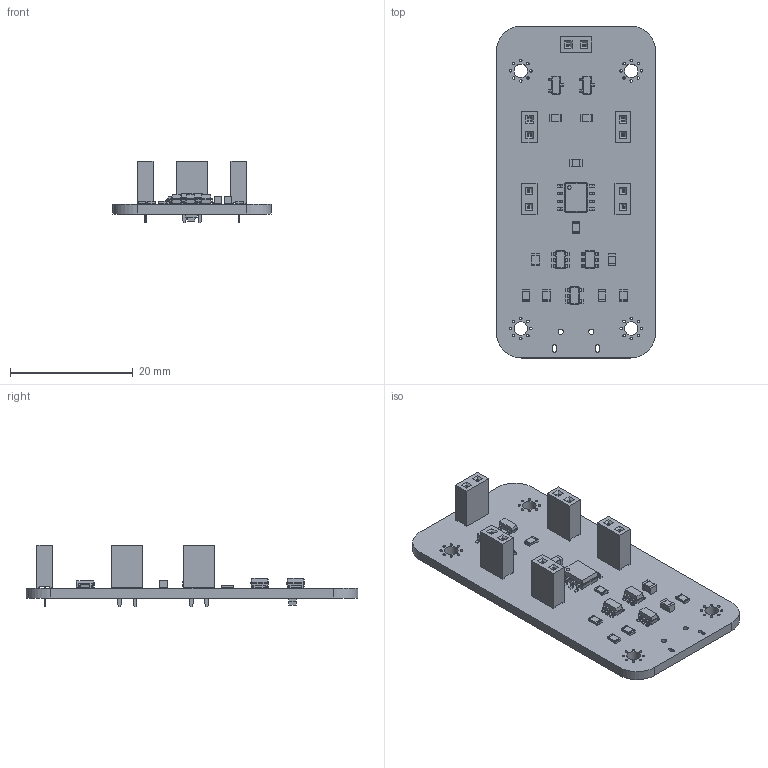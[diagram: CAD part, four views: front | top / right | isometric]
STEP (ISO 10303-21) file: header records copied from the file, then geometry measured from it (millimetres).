
FILE_DESCRIPTION(('KiCad electronic assembly'),'2;1');
FILE_NAME('infrared_remote.step','2021-02-03T08:56:08',('An Author'),( 'A Company'),'Open CASCADE STEP processor 6.9', 'KiCad to STEP converter','Unknown');
FILE_SCHEMA(('AUTOMOTIVE_DESIGN { 1 0 10303 214 1 1 1 1 }'));
Length unit declared in the file: millimetre
Products named in the file (18): Open CASCADE STEP translator 6.9 1; SOT-23; SOLID; SOIC-8_3.9x4.9mm_P1.27mm; SOT-23-6; SOT-23-5; R_0805_2012Metric; PinSocket_1x02_P2.54mm_Vertical; LED_0805_2012Metric; C_0805_2012Metric; COMPOUND
Assembly tree (31 placements, depth 3):
  Open CASCADE STEP translator 6.9 1
    SOT-23  x2
      SOLID
    SOIC-8_3.9x4.9mm_P1.27mm
      SOLID
    SOT-23-6  x2
      SOLID
    SOT-23-5
      SOLID
    R_0805_2012Metric  x7
      SOLID
    PinSocket_1x02_P2.54mm_Vertical  x5
      SOLID
    LED_0805_2012Metric
      SOLID
    C_0805_2012Metric  x3
      SOLID
    COMPOUND
Bounding box: 25.91 x 54.1 x 10.1 mm (x, y, z)
Volume: 2673.8 mm3; surface area: 4322.5 mm2
Topology: 23 solids, 23 shells, 1407 faces, 3613 edges, 2290 vertices
Faces by surface type: plane 951, cylinder 281, bspline 175
Full cylindrical faces by diameter (mm): 0.4 x32, 0.6 x1, 0.85 x2, 1 x10, 2.2 x4
Entity records: 50215 total; most frequent: CARTESIAN_POINT 8962, DIRECTION 6598, LINE 4435, VECTOR 4435, ORIENTED_EDGE 3654, PCURVE 3654, DEFINITIONAL_REPRESENTATION 3654, EDGE_CURVE 1827
